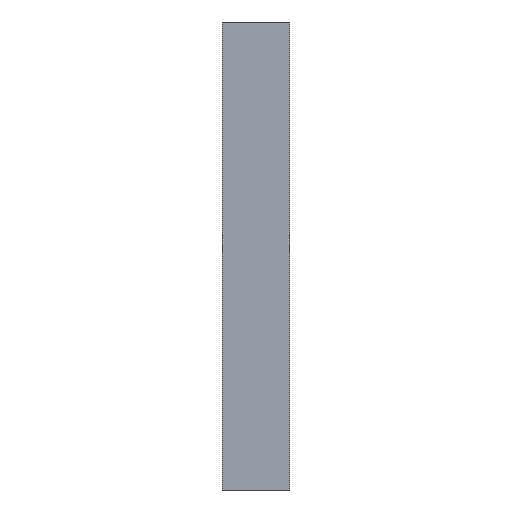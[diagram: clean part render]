
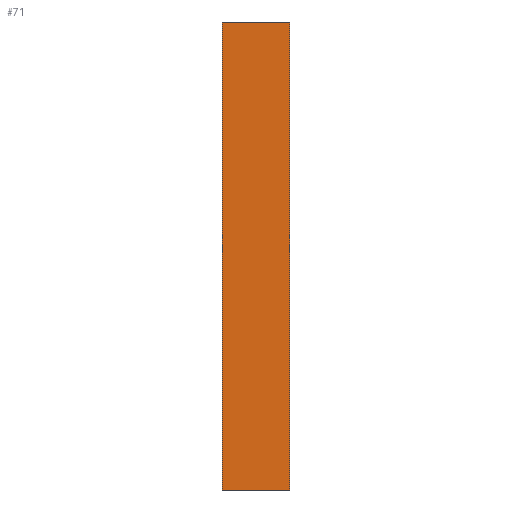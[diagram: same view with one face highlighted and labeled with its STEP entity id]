
A CAD part, front view. The second image highlights one B-rep face of the part: STEP entity #71.
In plain terms, the highlighted planar face has unit normal (0, -1, 0).
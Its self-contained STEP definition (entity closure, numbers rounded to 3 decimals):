
#1=CARTESIAN_POINT('POINT1',(0.,-0.125,29.));
#2=VERTEX_POINT('VERTEX1',#1);
#11=CARTESIAN_POINT('POINT3',(4.188,-0.125,29.));
#12=VERTEX_POINT('VERTEX3',#11);
#13=CARTESIAN_POINT('POS2',(0.,-0.125,29.));
#14=DIRECTION('DIR2',(-1.,0.,0.));
#15=VECTOR('VEC2',#14,1.);
#16=LINE('STRAIGHT2',#13,#15);
#17=EDGE_CURVE('EDGE2',#12,#2,#16,.T.);
#41=CARTESIAN_POINT('POINT5',(4.188,-0.125,0.));
#42=VERTEX_POINT('VERTEX5',#41);
#43=CARTESIAN_POINT('POINT6',(0.,-0.125,0.));
#44=VERTEX_POINT('VERTEX6',#43);
#45=CARTESIAN_POINT('POS6',(0.,-0.125,0.));
#46=DIRECTION('DIR7',(-1.,0.,0.));
#47=VECTOR('VEC5',#46,1.);
#48=LINE('STRAIGHT5',#45,#47);
#49=EDGE_CURVE('EDGE5',#42,#44,#48,.T.);
#50=ORIENTED_EDGE('COEDGE5',*,*,#49,.F.);
#51=CARTESIAN_POINT('POS7',(4.188,-0.125,0.));
#52=DIRECTION('DIR8',(0.,0.,-1.));
#53=VECTOR('VEC6',#52,1.);
#54=LINE('STRAIGHT6',#51,#53);
#55=EDGE_CURVE('EDGE6',#12,#42,#54,.T.);
#56=ORIENTED_EDGE('COEDGE6',*,*,#55,.F.);
#57=ORIENTED_EDGE('COEDGE7',*,*,#17,.T.);
#58=CARTESIAN_POINT('POS8',(0.,-0.125,0.));
#59=DIRECTION('DIR9',(0.,0.,-1.));
#60=VECTOR('VEC7',#59,1.);
#61=LINE('STRAIGHT7',#58,#60);
#62=EDGE_CURVE('EDGE7',#2,#44,#61,.T.);
#63=ORIENTED_EDGE('COEDGE8',*,*,#62,.T.);
#64=EDGE_LOOP('NONE',(#50,#56,#57,#63));
#65=FACE_BOUND('LOOP1',#64,.T.);
#66=CARTESIAN_POINT('POS9',(0.,-0.125,0.));
#67=DIRECTION('DIR10',(0.,-1.,0.));
#68=DIRECTION('DIR11',(1.,0.,0.));
#69=AXIS2_PLACEMENT_3D('AXIS2',#66,#67,#68);
#70=PLANE('PLANE2',#69);
#71=ADVANCED_FACE('FACE2',(#65),#70,.T.);
